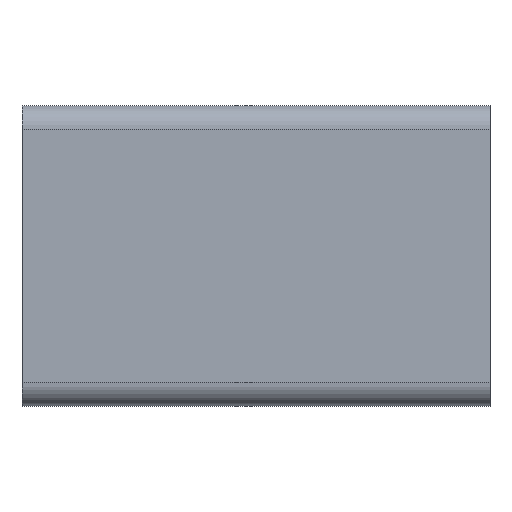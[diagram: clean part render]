
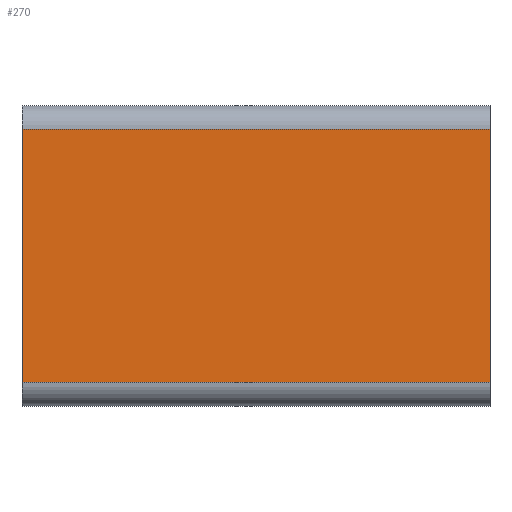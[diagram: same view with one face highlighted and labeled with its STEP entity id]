
A CAD part, top view. The second image highlights one B-rep face of the part: STEP entity #270.
In plain terms, the highlighted planar face has unit normal (0, 0, 1).
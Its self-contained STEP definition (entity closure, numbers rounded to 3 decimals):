
#97 = VERTEX_POINT('',#98);
#98 = CARTESIAN_POINT('',(154.611,8.58,16.1));
#105 = EDGE_CURVE('',#97,#106,#108,.T.);
#106 = VERTEX_POINT('',#107);
#107 = CARTESIAN_POINT('',(154.611,-2.246,16.1));
#108 = LINE('',#109,#110);
#109 = CARTESIAN_POINT('',(154.611,9.58,16.1));
#110 = VECTOR('',#111,1.);
#111 = DIRECTION('',(0.,-1.,0.));
#174 = EDGE_CURVE('',#106,#175,#177,.T.);
#175 = VERTEX_POINT('',#176);
#176 = CARTESIAN_POINT('',(174.611,-2.246,16.1));
#177 = LINE('',#178,#179);
#178 = CARTESIAN_POINT('',(154.611,-2.246,16.1));
#179 = VECTOR('',#180,1.);
#180 = DIRECTION('',(1.,0.,0.));
#251 = VERTEX_POINT('',#252);
#252 = CARTESIAN_POINT('',(174.611,8.58,16.1));
#259 = EDGE_CURVE('',#251,#175,#260,.T.);
#260 = LINE('',#261,#262);
#261 = CARTESIAN_POINT('',(174.611,9.58,16.1));
#262 = VECTOR('',#263,1.);
#263 = DIRECTION('',(0.,-1.,0.));
#270 = ADVANCED_FACE('',(#271),#282,.F.);
#271 = FACE_BOUND('',#272,.F.);
#272 = EDGE_LOOP('',(#273,#274,#280,#281));
#273 = ORIENTED_EDGE('',*,*,#105,.F.);
#274 = ORIENTED_EDGE('',*,*,#275,.T.);
#275 = EDGE_CURVE('',#97,#251,#276,.T.);
#276 = LINE('',#277,#278);
#277 = CARTESIAN_POINT('',(154.611,8.58,16.1));
#278 = VECTOR('',#279,1.);
#279 = DIRECTION('',(1.,0.,0.));
#280 = ORIENTED_EDGE('',*,*,#259,.T.);
#281 = ORIENTED_EDGE('',*,*,#174,.F.);
#282 = PLANE('',#283);
#283 = AXIS2_PLACEMENT_3D('',#284,#285,#286);
#284 = CARTESIAN_POINT('',(154.611,9.58,16.1));
#285 = DIRECTION('',(0.,0.,-1.));
#286 = DIRECTION('',(0.,-1.,0.));
